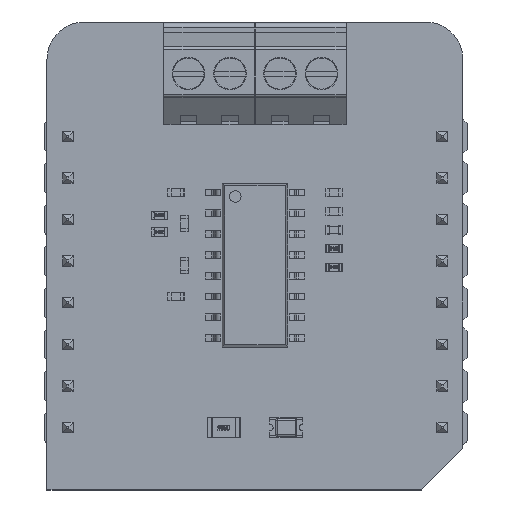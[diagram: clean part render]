
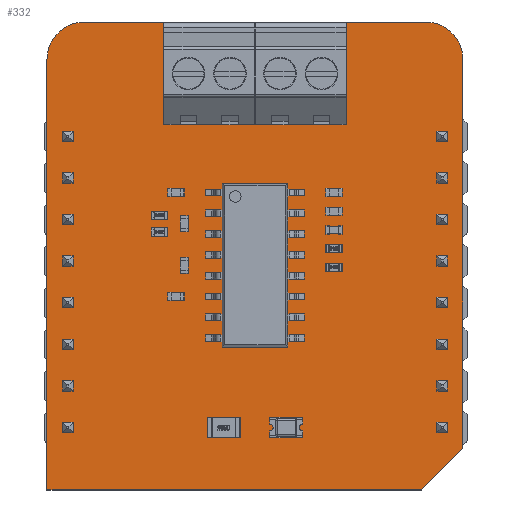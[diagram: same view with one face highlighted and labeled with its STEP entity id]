
A CAD part, top view. The second image highlights one B-rep face of the part: STEP entity #332.
In plain terms, the highlighted planar face has unit normal (0, 0, 1).
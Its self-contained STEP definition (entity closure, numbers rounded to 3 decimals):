
#103 = VERTEX_POINT('',#104);
#104 = CARTESIAN_POINT('',(-1.27,-3.81,0.));
#110 = EDGE_CURVE('',#103,#111,#113,.T.);
#111 = VERTEX_POINT('',#112);
#112 = CARTESIAN_POINT('',(-1.27,22.479,0.));
#113 = LINE('',#114,#115);
#114 = CARTESIAN_POINT('',(-1.27,-3.81,0.));
#115 = VECTOR('',#116,1.);
#116 = DIRECTION('',(0.,1.,0.));
#141 = EDGE_CURVE('',#111,#142,#144,.T.);
#142 = VERTEX_POINT('',#143);
#143 = CARTESIAN_POINT('',(1.016,24.765,0.));
#144 = CIRCLE('',#145,2.288);
#145 = AXIS2_PLACEMENT_3D('',#146,#147,#148);
#146 = CARTESIAN_POINT('',(1.018,22.477,0.));
#147 = DIRECTION('',(0.,0.,-1.));
#148 = DIRECTION('',(-1.,0.001,0.));
#174 = EDGE_CURVE('',#142,#175,#177,.T.);
#175 = VERTEX_POINT('',#176);
#176 = CARTESIAN_POINT('',(21.844,24.765,0.));
#177 = LINE('',#178,#179);
#178 = CARTESIAN_POINT('',(1.016,24.765,0.));
#179 = VECTOR('',#180,1.);
#180 = DIRECTION('',(1.,0.,0.));
#205 = EDGE_CURVE('',#175,#206,#208,.T.);
#206 = VERTEX_POINT('',#207);
#207 = CARTESIAN_POINT('',(24.13,22.479,0.));
#208 = CIRCLE('',#209,2.288);
#209 = AXIS2_PLACEMENT_3D('',#210,#211,#212);
#210 = CARTESIAN_POINT('',(21.842,22.477,0.));
#211 = DIRECTION('',(0.,0.,-1.));
#212 = DIRECTION('',(0.001,1.,0.));
#238 = EDGE_CURVE('',#206,#239,#241,.T.);
#239 = VERTEX_POINT('',#240);
#240 = CARTESIAN_POINT('',(24.13,-1.27,0.));
#241 = LINE('',#242,#243);
#242 = CARTESIAN_POINT('',(24.13,22.479,0.));
#243 = VECTOR('',#244,1.);
#244 = DIRECTION('',(0.,-1.,0.));
#269 = EDGE_CURVE('',#239,#270,#272,.T.);
#270 = VERTEX_POINT('',#271);
#271 = CARTESIAN_POINT('',(21.59,-3.81,0.));
#272 = LINE('',#273,#274);
#273 = CARTESIAN_POINT('',(24.13,-1.27,0.));
#274 = VECTOR('',#275,1.);
#275 = DIRECTION('',(-0.707,-0.707,0.));
#300 = EDGE_CURVE('',#270,#103,#301,.T.);
#301 = LINE('',#302,#303);
#302 = CARTESIAN_POINT('',(21.59,-3.81,0.));
#303 = VECTOR('',#304,1.);
#304 = DIRECTION('',(-1.,0.,0.));
#332 = ADVANCED_FACE('',(#333),#342,.T.);
#333 = FACE_BOUND('',#334,.F.);
#334 = EDGE_LOOP('',(#335,#336,#337,#338,#339,#340,#341));
#335 = ORIENTED_EDGE('',*,*,#110,.T.);
#336 = ORIENTED_EDGE('',*,*,#141,.T.);
#337 = ORIENTED_EDGE('',*,*,#174,.T.);
#338 = ORIENTED_EDGE('',*,*,#205,.T.);
#339 = ORIENTED_EDGE('',*,*,#238,.T.);
#340 = ORIENTED_EDGE('',*,*,#269,.T.);
#341 = ORIENTED_EDGE('',*,*,#300,.T.);
#342 = PLANE('',#343);
#343 = AXIS2_PLACEMENT_3D('',#344,#345,#346);
#344 = CARTESIAN_POINT('',(-1.27,-3.81,0.));
#345 = DIRECTION('',(0.,0.,1.));
#346 = DIRECTION('',(1.,0.,0.));
